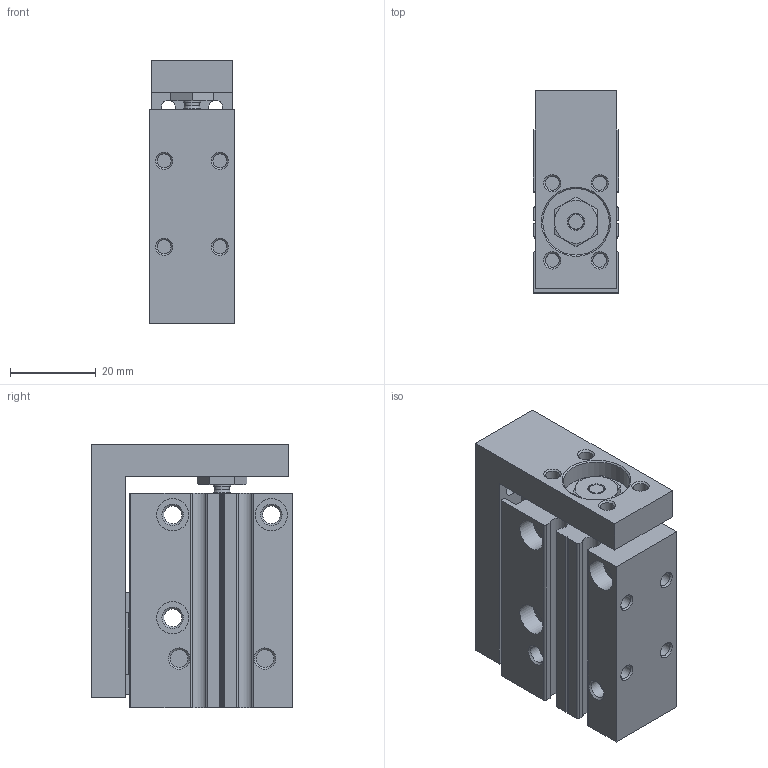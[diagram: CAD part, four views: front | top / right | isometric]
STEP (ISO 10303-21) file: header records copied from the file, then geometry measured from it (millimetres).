
FILE_DESCRIPTION(/* description */ ('STEP AP203'),/* implementation_level */ '2;1');
FILE_NAME(/* name */ 'EXH10X15-S()(0)',/* time_stamp */ '2024-05-09T17:04:22+02:00',/* author */ ('License CC BY-ND 4.0'),/* organization */ ('CADENAS'),/* preprocessor_version */ 'ST-DEVELOPER v19.3',/* originating_system */ 'PARTsolutions',/* authorisation */ ' ');
FILE_SCHEMA (('CONFIG_CONTROL_DESIGN'));
Length unit declared in the file: millimetre
Products named in the file (3): EXH10X15-S()(0); EXH10X15-S()(body-dummy); EXH10X15-S(-ROD)
Assembly tree (2 placements, depth 2):
  EXH10X15-S()(0)
    EXH10X15-S()(body-dummy)
    EXH10X15-S(-ROD)
Bounding box: 20 x 47 x 61.5 mm (x, y, z)
Volume: 43155.5 mm3; surface area: 21402.2 mm2
Topology: 2 solids, 2 shells, 289 faces, 677 edges, 432 vertices
Faces by surface type: plane 166, cylinder 71, cone 48, torus 4
Full cylindrical faces by diameter (mm): 3.242 x16, 3.45 x1, 3.5 x4, 3.8 x4, 4 x3, 4.134 x9, 7.5 x6, 10 x2, 12 x1, 15.5 x1
Entity records: 7917 total; most frequent: CARTESIAN_POINT 1386, DIRECTION 1344, ORIENTED_EDGE 1180, EDGE_CURVE 590, AXIS2_PLACEMENT_3D 486, EDGE_LOOP 442, FACE_BOUND 442, VERTEX_POINT 432
